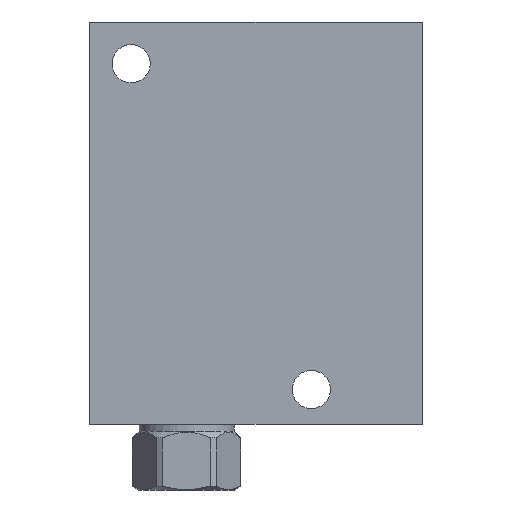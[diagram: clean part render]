
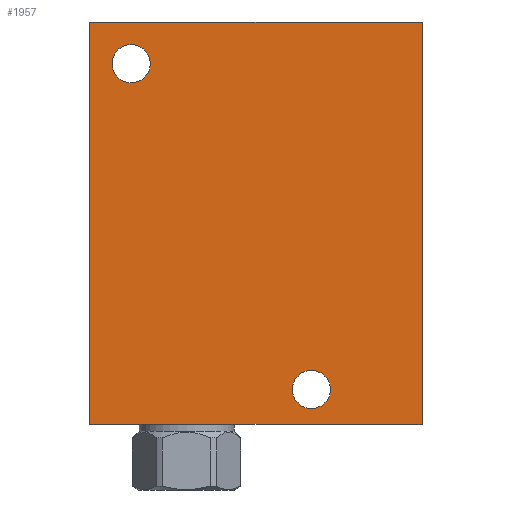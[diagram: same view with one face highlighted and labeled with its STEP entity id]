
A CAD part, front view. The second image highlights one B-rep face of the part: STEP entity #1957.
In plain terms, the highlighted planar face has unit normal (0, -1, 0).
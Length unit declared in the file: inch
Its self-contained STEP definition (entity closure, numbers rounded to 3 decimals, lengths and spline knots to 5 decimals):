
#5=DIRECTION('',(1.,0.,0.));
#6=VECTOR('',#5,3.);
#7=CARTESIAN_POINT('',(0.,-2.,0.));
#8=LINE('',#7,#6);
#75=DIRECTION('',(0.,0.,1.));
#76=VECTOR('',#75,3.625);
#77=CARTESIAN_POINT('',(3.,-2.,0.));
#78=LINE('',#77,#76);
#99=DIRECTION('',(0.,0.,1.));
#100=VECTOR('',#99,3.625);
#101=CARTESIAN_POINT('',(0.,-2.,0.));
#102=LINE('',#101,#100);
#103=CARTESIAN_POINT('',(0.375,-2.,3.25));
#104=DIRECTION('',(0.,-1.,0.));
#105=DIRECTION('',(-1.,0.,0.));
#106=AXIS2_PLACEMENT_3D('',#103,#104,#105);
#108=CARTESIAN_POINT('',(0.375,-2.,3.25));
#109=DIRECTION('',(0.,-1.,0.));
#110=DIRECTION('',(1.,0.,0.));
#111=AXIS2_PLACEMENT_3D('',#108,#109,#110);
#113=CARTESIAN_POINT('',(2.,-2.,0.312));
#114=DIRECTION('',(0.,-1.,0.));
#115=DIRECTION('',(-1.,0.,0.));
#116=AXIS2_PLACEMENT_3D('',#113,#114,#115);
#118=CARTESIAN_POINT('',(2.,-2.,0.312));
#119=DIRECTION('',(0.,-1.,0.));
#120=DIRECTION('',(1.,0.,0.));
#121=AXIS2_PLACEMENT_3D('',#118,#119,#120);
#135=DIRECTION('',(1.,0.,0.));
#136=VECTOR('',#135,3.);
#137=CARTESIAN_POINT('',(0.,-2.,3.625));
#138=LINE('',#137,#136);
#1609=CARTESIAN_POINT('',(0.,-2.,0.));
#1611=VERTEX_POINT('',#1609);
#1612=CARTESIAN_POINT('',(3.,-2.,0.));
#1613=VERTEX_POINT('',#1612);
#1617=CARTESIAN_POINT('',(0.,-2.,3.625));
#1619=VERTEX_POINT('',#1617);
#1620=CARTESIAN_POINT('',(3.,-2.,3.625));
#1621=VERTEX_POINT('',#1620);
#1740=CARTESIAN_POINT('',(0.203,-2.,3.25));
#1741=CARTESIAN_POINT('',(0.547,-2.,3.25));
#1742=VERTEX_POINT('',#1740);
#1743=VERTEX_POINT('',#1741);
#1748=CARTESIAN_POINT('',(1.828,-2.,0.312));
#1749=CARTESIAN_POINT('',(2.172,-2.,0.312));
#1750=VERTEX_POINT('',#1748);
#1751=VERTEX_POINT('',#1749);
#1933=CARTESIAN_POINT('',(0.,-2.,0.));
#1934=DIRECTION('',(0.,-1.,0.));
#1935=DIRECTION('',(1.,0.,0.));
#1936=AXIS2_PLACEMENT_3D('',#1933,#1934,#1935);
#1937=PLANE('',#1936);
#1938=ORIENTED_EDGE('',*,*,#1839,.F.);
#1939=ORIENTED_EDGE('',*,*,#1864,.T.);
#1941=ORIENTED_EDGE('',*,*,#1940,.T.);
#1942=ORIENTED_EDGE('',*,*,#1913,.F.);
#1943=EDGE_LOOP('',(#1938,#1939,#1941,#1942));
#1944=FACE_OUTER_BOUND('',#1943,.F.);
#1946=ORIENTED_EDGE('',*,*,#1945,.T.);
#1948=ORIENTED_EDGE('',*,*,#1947,.T.);
#1949=EDGE_LOOP('',(#1946,#1948));
#1950=FACE_BOUND('',#1949,.F.);
#1952=ORIENTED_EDGE('',*,*,#1951,.T.);
#1954=ORIENTED_EDGE('',*,*,#1953,.T.);
#1955=EDGE_LOOP('',(#1952,#1954));
#1956=FACE_BOUND('',#1955,.F.);
#1957=ADVANCED_FACE('',(#1944,#1950,#1956),#1937,.T.);
#107=CIRCLE('',#106,0.172);
#112=CIRCLE('',#111,0.172);
#117=CIRCLE('',#116,0.172);
#122=CIRCLE('',#121,0.172);
#1839=EDGE_CURVE('',#1611,#1613,#8,.T.);
#1864=EDGE_CURVE('',#1611,#1619,#102,.T.);
#1913=EDGE_CURVE('',#1613,#1621,#78,.T.);
#1940=EDGE_CURVE('',#1619,#1621,#138,.T.);
#1945=EDGE_CURVE('',#1742,#1743,#107,.T.);
#1947=EDGE_CURVE('',#1743,#1742,#112,.T.);
#1951=EDGE_CURVE('',#1750,#1751,#117,.T.);
#1953=EDGE_CURVE('',#1751,#1750,#122,.T.);
